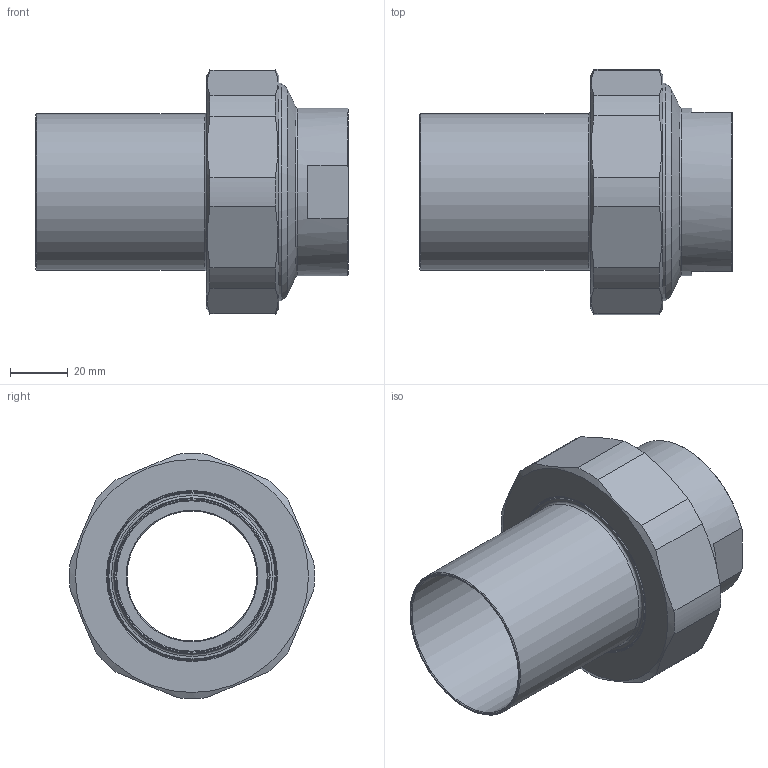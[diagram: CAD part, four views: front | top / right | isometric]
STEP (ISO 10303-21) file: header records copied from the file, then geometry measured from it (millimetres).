
FILE_DESCRIPTION(/* description */ (''),/* implementation_level */ '2;1');
FILE_NAME(/* name */ '3D_R666-PE-G-54-DN65-DN40_171130949.stp',/* time_stamp */ '2021-07-16T09:40:53+02:00',/* author */ ('cad'),/* organization */ (''),/* preprocessor_version */ 'ST-DEVELOPER v18.1',/* originating_system */ 'Autodesk Inventor 2022',/* authorisation */ '');
FILE_SCHEMA (('AUTOMOTIVE_DESIGN { 1 0 10303 214 3 1 1 }'));
Length unit declared in the file: millimetre
Products named in the file (4): 3D_R666-PE-G-54-DN65-DN40_171130949; 3D_R666-M-DN65_17113970; 3D_R666-G-DN40-DN65_17113560; 3D_R666-PE-54-DN65_17113487
Assembly tree (3 placements, depth 2):
  3D_R666-PE-G-54-DN65-DN40_171130949
    3D_R666-M-DN65_17113970
    3D_R666-G-DN40-DN65_17113560
    3D_R666-PE-54-DN65_17113487
Bounding box: 108 x 84.67 x 84.64 mm (x, y, z)
Volume: 130945.1 mm3; surface area: 60636.8 mm2
Topology: 3 solids, 3 shells, 60 faces, 150 edges, 99 vertices
Faces by surface type: plane 21, cone 18, cylinder 17, torus 4
Full cylindrical faces by diameter (mm): 44.845 x1, 52 x1, 54 x1, 58 x2, 58.5 x1, 70 x1, 72.226 x1, 75.1 x1
Entity records: 1966 total; most frequent: CARTESIAN_POINT 356, DIRECTION 345, ORIENTED_EDGE 300, EDGE_CURVE 150, AXIS2_PLACEMENT_3D 148, VERTEX_POINT 99, CIRCLE 81, EDGE_LOOP 69
